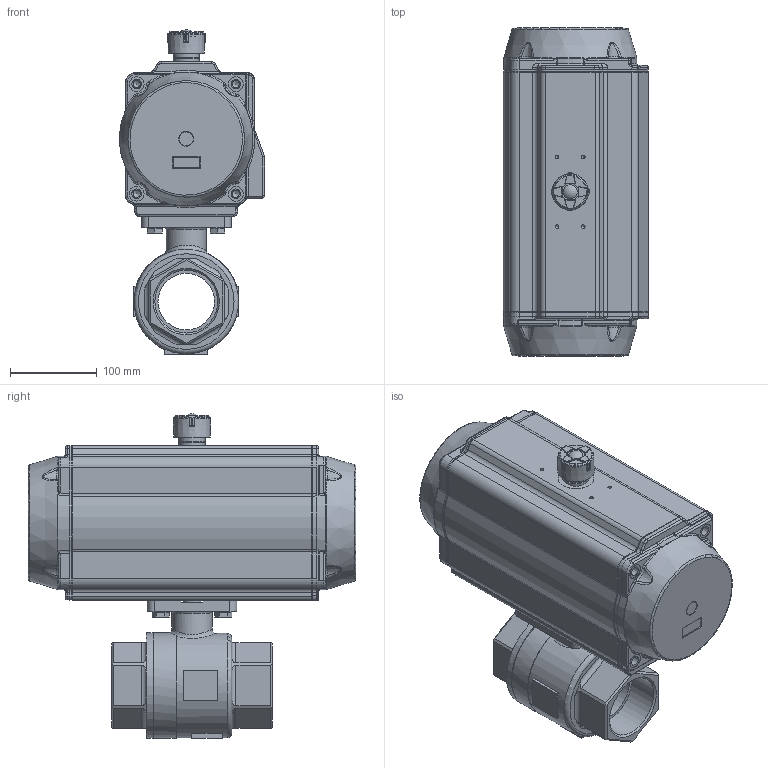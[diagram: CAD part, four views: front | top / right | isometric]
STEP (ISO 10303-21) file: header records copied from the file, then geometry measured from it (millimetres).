
FILE_DESCRIPTION(/* description */ ('Unknown'),/* implementation_level */ '2;1');
FILE_NAME(/* name */ 'PE08 9768-10',/* time_stamp */ '2025-03-28T07:54:05+01:00',/* author */ ('Unknown'),/* organization */ ('Unknown'),/* preprocessor_version */ 'ST-DEVELOPER v19.4',/* originating_system */ 'Solid Edge',/* authorisation */ 'Unknown');
FILE_SCHEMA (('AUTOMOTIVE_DESIGN {1 0 10303 214 3 1 1}'));
Length unit declared in the file: millimetre
Products named in the file (13): PE08 9768-10; 8.550.065; DIN 933 M10x30 A2-70 BLK_EDST; PD09_PE08; VTE140埴詰; vt140-2016-06-25; vt140左端盖（模具厂）_MIR; huosai140; VT140-03-C 陔粣; Optische Anzeige; ______; ________(___________; cup head nib bolts with large head gb_GB_FASTENER_BOLT_CHNBW M6X25-N
Assembly tree (19 placements, depth 4):
  PE08 9768-10
    8.550.065
    DIN 933 M10x30 A2-70 BLK_EDST  x4
    PD09_PE08
      VTE140埴詰
      vt140-2016-06-25
      vt140左端盖（模具厂）_MIR
      huosai140  x2
      VT140-03-C 陔粣
      Optische Anzeige
        ______
        ________(___________  x4
        cup head nib bolts with large head gb_GB_FASTENER_BOLT_CHNBW M6X25-N
Bounding box: 166.74 x 377 x 373 mm (x, y, z)
Volume: 5866610.9 mm3; surface area: 1000857.6 mm2
Topology: 17 solids, 17 shells, 2803 faces, 6938 edges, 4287 vertices
Faces by surface type: plane 906, cylinder 788, bspline 557, torus 300, cone 236, sphere 16
Full cylindrical faces by diameter (mm): 3 x16, 3.3 x8, 4.134 x8, 4.66 x1, 5 x1, 6 x1, 6.2 x1, 8 x1, 8.376 x12, 9 x4, 10 x8, 10.106 x6, 11.445 x2, 17 x8, 17.5 x2, 21 x1, 24.9 x1, 26 x3, 26.4 x1, 28.1 x1, 30 x5, 38.5 x1, 41 x1, 43 x2, 46 x2, 57 x1, 59 x1, 63 x4, 65 x1, 72.226 x2
Entity records: 92706 total; most frequent: CARTESIAN_POINT 43773, ORIENTED_EDGE 10428, DIRECTION 8674, EDGE_CURVE 5214, VERTEX_POINT 3373, AXIS2_PLACEMENT_3D 3336, FACE_BOUND 2663, EDGE_LOOP 2641
